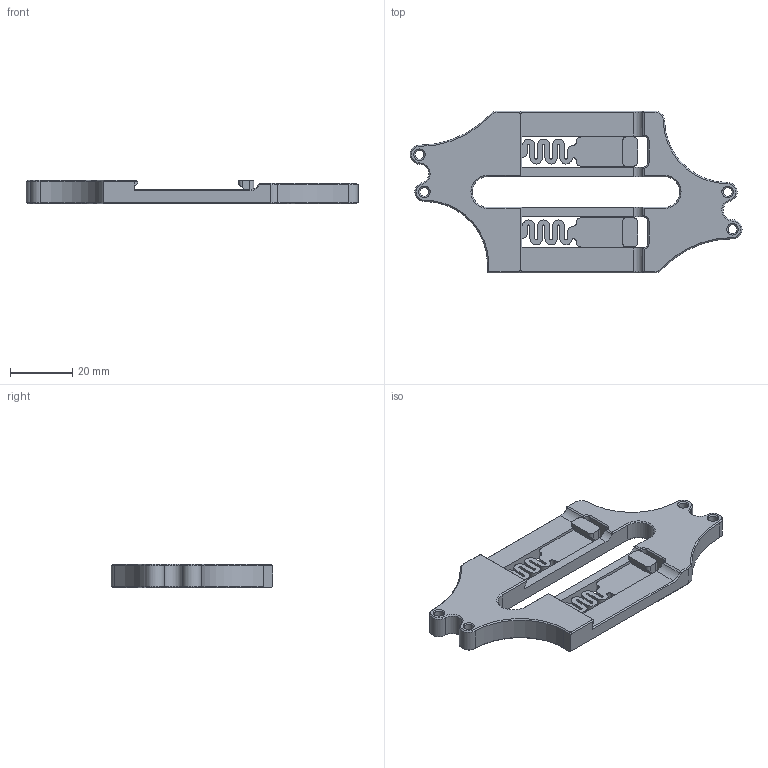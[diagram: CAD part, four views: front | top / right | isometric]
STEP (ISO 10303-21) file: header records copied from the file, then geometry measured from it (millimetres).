
FILE_DESCRIPTION(/* description */ (''),/* implementation_level */ '2;1');
FILE_NAME(/* name */ 'TH mount for Sonoff POW2 light uniwersal.step',/* time_stamp */ '2022-02-18T18:05:03+01:00',/* author */ (''),/* organization */ (''),/* preprocessor_version */ 'ST-DEVELOPER v18.1',/* originating_system */ 'Autodesk Translation Framework v10.13.0.1454',/* authorisation */ '');
FILE_SCHEMA (('AUTOMOTIVE_DESIGN { 1 0 10303 214 3 1 1 }'));
Length unit declared in the file: millimetre
Products named in the file (1): TH mount for Sonoff POW2 light uniwersal
Bounding box: 106.81 x 52 x 7.6 mm (x, y, z)
Volume: 18457.7 mm3; surface area: 11494.1 mm2
Topology: 1 solids, 1 shells, 373 faces, 939 edges, 573 vertices
Faces by surface type: plane 161, cylinder 108, cone 102, bspline 2
Full cylindrical faces by diameter (mm): 2.9 x4
Entity records: 11190 total; most frequent: CARTESIAN_POINT 2027, DIRECTION 1980, ORIENTED_EDGE 1878, EDGE_CURVE 939, AXIS2_PLACEMENT_3D 695, LINE 590, VECTOR 590, VERTEX_POINT 573
